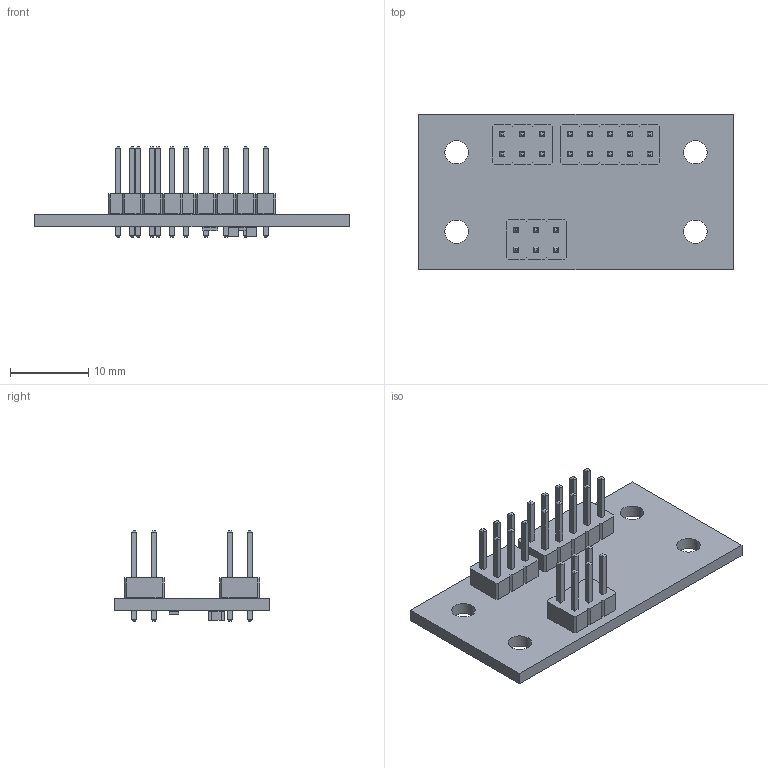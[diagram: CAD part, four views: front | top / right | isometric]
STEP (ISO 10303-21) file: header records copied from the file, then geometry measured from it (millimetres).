
FILE_DESCRIPTION(('KiCad electronic assembly'),'2;1');
FILE_NAME('ALTIMET02A.step','2023-01-18T23:57:02',('Pcbnew'),('Kicad'), 'Open CASCADE STEP processor 7.5','KiCad to STEP converter','Unknown' );
FILE_SCHEMA(('AUTOMOTIVE_DESIGN { 1 0 10303 214 1 1 1 1 }'));
Length unit declared in the file: millimetre
Products named in the file (10): ALTIMET02A 1; PinHeader_2x05_P2.54mm_Vertical; SOLID; PinHeader_2x03_P2.54mm_Vertical; R_0805_2012Metric; C_0805_2012Metric; tmpc8vbmrlt PCB
Assembly tree (12 placements, depth 3):
  ALTIMET02A 1
    PinHeader_2x05_P2.54mm_Vertical
      SOLID
    PinHeader_2x03_P2.54mm_Vertical  x2
      SOLID
    R_0805_2012Metric  x2
      SOLID
    C_0805_2012Metric  x2
      SOLID
    tmpc8vbmrlt PCB
Bounding box: 40.13 x 19.81 x 11.54 mm (x, y, z)
Volume: 1649.7 mm3; surface area: 2897 mm2
Topology: 8 solids, 8 shells, 614 faces, 1466 edges, 916 vertices
Faces by surface type: plane 548, cylinder 66
Full cylindrical faces by diameter (mm): 0.889 x22, 3 x4
Entity records: 28747 total; most frequent: CARTESIAN_POINT 4593, DIRECTION 3984, LINE 2894, VECTOR 2894, ORIENTED_EDGE 2052, PCURVE 2052, DEFINITIONAL_REPRESENTATION 2052, EDGE_CURVE 1026
